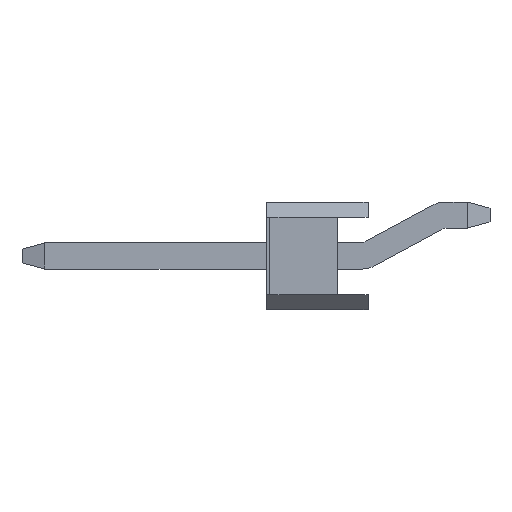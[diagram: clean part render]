
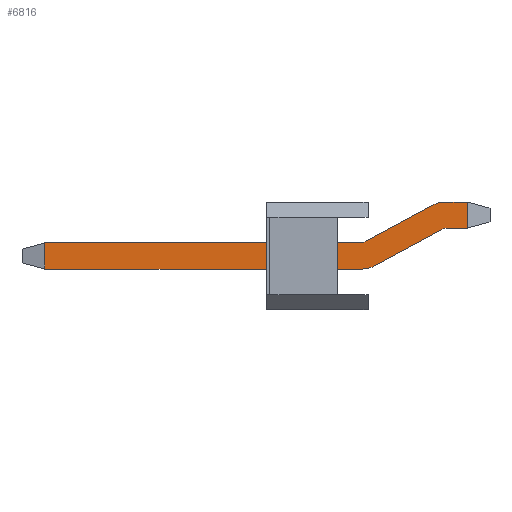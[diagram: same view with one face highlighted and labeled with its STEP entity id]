
A CAD part, left-side view. The second image highlights one B-rep face of the part: STEP entity #6816.
In plain terms, the highlighted planar face has unit normal (-1, 0, 0).
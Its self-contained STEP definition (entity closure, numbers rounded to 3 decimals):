
#67=CIRCLE('',#7377,0.64);
#69=CIRCLE('',#7380,0.32);
#70=CIRCLE('',#7381,0.64);
#71=CIRCLE('',#7382,0.32);
#457=FACE_OUTER_BOUND('',#851,.T.);
#851=EDGE_LOOP('',(#5614,#5615,#5616,#5617,#5618,#5619,#5620,#5621,#5622,
#5623,#5624,#5625));
#1594=LINE('',#10692,#2474);
#1595=LINE('',#10696,#2475);
#1596=LINE('',#10698,#2476);
#1597=LINE('',#10700,#2477);
#1598=LINE('',#10704,#2478);
#1599=LINE('',#10708,#2479);
#1600=LINE('',#10710,#2480);
#1601=LINE('',#10711,#2481);
#2474=VECTOR('',#8772,1.718);
#2475=VECTOR('',#8775,0.468);
#2476=VECTOR('',#8776,0.64);
#2477=VECTOR('',#8777,0.549);
#2478=VECTOR('',#8780,1.718);
#2479=VECTOR('',#8783,7.859);
#2480=VECTOR('',#8784,0.64);
#2481=VECTOR('',#8785,7.94);
#3144=VERTEX_POINT('',#10682);
#3145=VERTEX_POINT('',#10683);
#3148=VERTEX_POINT('',#10691);
#3149=VERTEX_POINT('',#10693);
#3150=VERTEX_POINT('',#10695);
#3151=VERTEX_POINT('',#10697);
#3152=VERTEX_POINT('',#10699);
#3153=VERTEX_POINT('',#10701);
#3154=VERTEX_POINT('',#10703);
#3155=VERTEX_POINT('',#10705);
#3156=VERTEX_POINT('',#10707);
#3157=VERTEX_POINT('',#10709);
#3998=EDGE_CURVE('',#3144,#3145,#67,.T.);
#4002=EDGE_CURVE('',#3148,#3144,#1594,.T.);
#4003=EDGE_CURVE('',#3148,#3149,#69,.T.);
#4004=EDGE_CURVE('',#3150,#3149,#1595,.T.);
#4005=EDGE_CURVE('',#3150,#3151,#1596,.T.);
#4006=EDGE_CURVE('',#3152,#3151,#1597,.T.);
#4007=EDGE_CURVE('',#3152,#3153,#70,.T.);
#4008=EDGE_CURVE('',#3154,#3153,#1598,.T.);
#4009=EDGE_CURVE('',#3155,#3154,#71,.T.);
#4010=EDGE_CURVE('',#3156,#3155,#1599,.T.);
#4011=EDGE_CURVE('',#3156,#3157,#1600,.T.);
#4012=EDGE_CURVE('',#3145,#3157,#1601,.T.);
#5614=ORIENTED_EDGE('',*,*,#3998,.F.);
#5615=ORIENTED_EDGE('',*,*,#4002,.F.);
#5616=ORIENTED_EDGE('',*,*,#4003,.T.);
#5617=ORIENTED_EDGE('',*,*,#4004,.F.);
#5618=ORIENTED_EDGE('',*,*,#4005,.T.);
#5619=ORIENTED_EDGE('',*,*,#4006,.F.);
#5620=ORIENTED_EDGE('',*,*,#4007,.T.);
#5621=ORIENTED_EDGE('',*,*,#4008,.F.);
#5622=ORIENTED_EDGE('',*,*,#4009,.F.);
#5623=ORIENTED_EDGE('',*,*,#4010,.F.);
#5624=ORIENTED_EDGE('',*,*,#4011,.T.);
#5625=ORIENTED_EDGE('',*,*,#4012,.F.);
#6450=PLANE('',#7379);
#6816=ADVANCED_FACE('',(#457),#6450,.F.);
#7377=AXIS2_PLACEMENT_3D('',#10684,#8764,#8765);
#7379=AXIS2_PLACEMENT_3D('',#10690,#8770,#8771);
#7380=AXIS2_PLACEMENT_3D('',#10694,#8773,#8774);
#7381=AXIS2_PLACEMENT_3D('',#10702,#8778,#8779);
#7382=AXIS2_PLACEMENT_3D('',#10706,#8781,#8782);
#8764=DIRECTION('center_axis',(1.,0.,0.));
#8765=DIRECTION('ref_axis',(0.,-0.245,-0.97));
#8770=DIRECTION('center_axis',(1.,0.,0.));
#8771=DIRECTION('ref_axis',(0.,-1.,0.));
#8772=DIRECTION('',(0.,0.88,-0.474));
#8773=DIRECTION('center_axis',(1.,0.,0.));
#8774=DIRECTION('ref_axis',(0.,0.474,0.88));
#8775=DIRECTION('',(0.,1.,0.));
#8776=DIRECTION('',(0.,0.,1.));
#8777=DIRECTION('',(0.,-1.,0.));
#8778=DIRECTION('center_axis',(-1.,0.,0.));
#8779=DIRECTION('ref_axis',(0.,0.,1.));
#8780=DIRECTION('',(0.,-0.88,0.474));
#8781=DIRECTION('center_axis',(-1.,0.,0.));
#8782=DIRECTION('ref_axis',(0.,-0.245,-0.97));
#8783=DIRECTION('',(0.,-1.,0.));
#8784=DIRECTION('',(0.,0.,-1.));
#8785=DIRECTION('',(0.,1.,0.));
#10682=CARTESIAN_POINT('',(-0.32,-1.414,1.007));
#10683=CARTESIAN_POINT('',(-0.32,-1.111,0.93));
#10684=CARTESIAN_POINT('Origin',(-0.32,-1.111,1.57));
#10690=CARTESIAN_POINT('Origin',(-0.32,-4.246,2.5));
#10691=CARTESIAN_POINT('',(-0.32,-3.066,1.897));
#10692=CARTESIAN_POINT('',(-0.32,-3.066,1.897));
#10693=CARTESIAN_POINT('',(-0.32,-3.218,1.935));
#10694=CARTESIAN_POINT('Origin',(-0.32,-3.218,1.615));
#10695=CARTESIAN_POINT('',(-0.32,-3.686,1.935));
#10696=CARTESIAN_POINT('',(-0.32,-3.686,1.935));
#10697=CARTESIAN_POINT('',(-0.32,-3.686,2.575));
#10698=CARTESIAN_POINT('',(-0.32,-3.686,1.86));
#10699=CARTESIAN_POINT('',(-0.32,-3.137,2.575));
#10700=CARTESIAN_POINT('',(-0.32,-3.137,2.575));
#10701=CARTESIAN_POINT('',(-0.32,-2.834,2.498));
#10702=CARTESIAN_POINT('Origin',(-0.32,-3.137,1.935));
#10703=CARTESIAN_POINT('',(-0.32,-1.182,1.608));
#10704=CARTESIAN_POINT('',(-0.32,-1.321,1.683));
#10705=CARTESIAN_POINT('',(-0.32,-1.03,1.57));
#10706=CARTESIAN_POINT('Origin',(-0.32,-1.03,1.89));
#10707=CARTESIAN_POINT('',(-0.32,6.69,1.57));
#10708=CARTESIAN_POINT('',(-0.32,6.69,1.57));
#10709=CARTESIAN_POINT('',(-0.32,6.69,0.93));
#10710=CARTESIAN_POINT('',(-0.32,6.69,1.57));
#10711=CARTESIAN_POINT('',(-0.32,-1.25,0.93));
